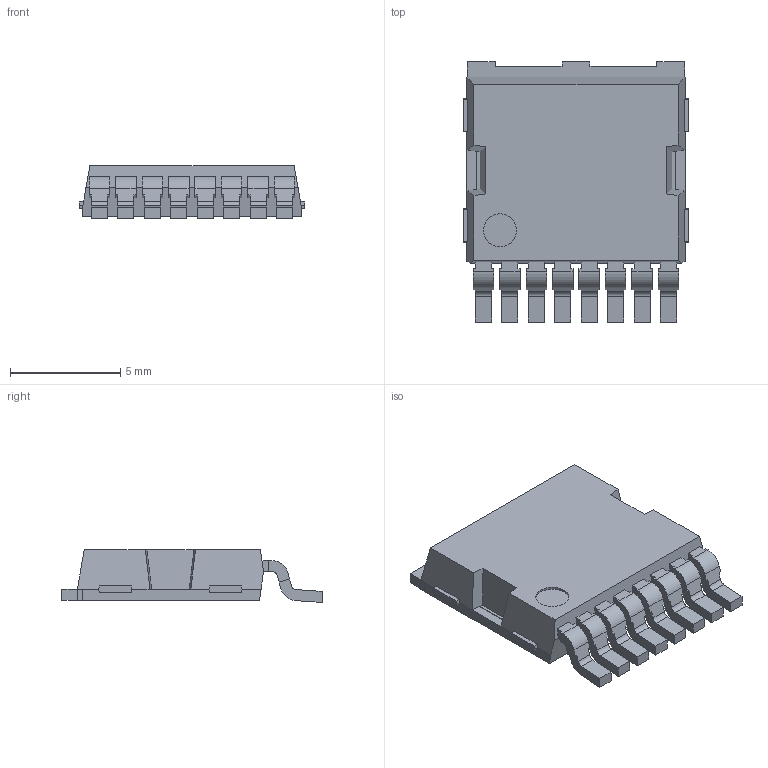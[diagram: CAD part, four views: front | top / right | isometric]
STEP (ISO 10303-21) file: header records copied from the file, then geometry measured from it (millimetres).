
FILE_DESCRIPTION (( 'STEP AP214' ), '1' );
FILE_NAME ('TOGL.STEP', '2021-08-05T02:14:47', ( '' ), ( '' ), 'SwSTEP 2.0', 'SolidWorks 2015', '' );
FILE_SCHEMA (( 'AUTOMOTIVE_DESIGN' ));
Length unit declared in the file: millimetre
Products named in the file (1): TOGL
Bounding box: 10.24 x 11.81 x 2.4 mm (x, y, z)
Volume: 193 mm3; surface area: 469.9 mm2
Topology: 10 solids, 10 shells, 286 faces, 787 edges, 518 vertices
Faces by surface type: plane 240, cylinder 46
Entity records: 10780 total; most frequent: CARTESIAN_POINT 1592, ORIENTED_EDGE 1574, DIRECTION 1453, EDGE_CURVE 787, LINE 695, VECTOR 695, VERTEX_POINT 518, AXIS2_PLACEMENT_3D 379
